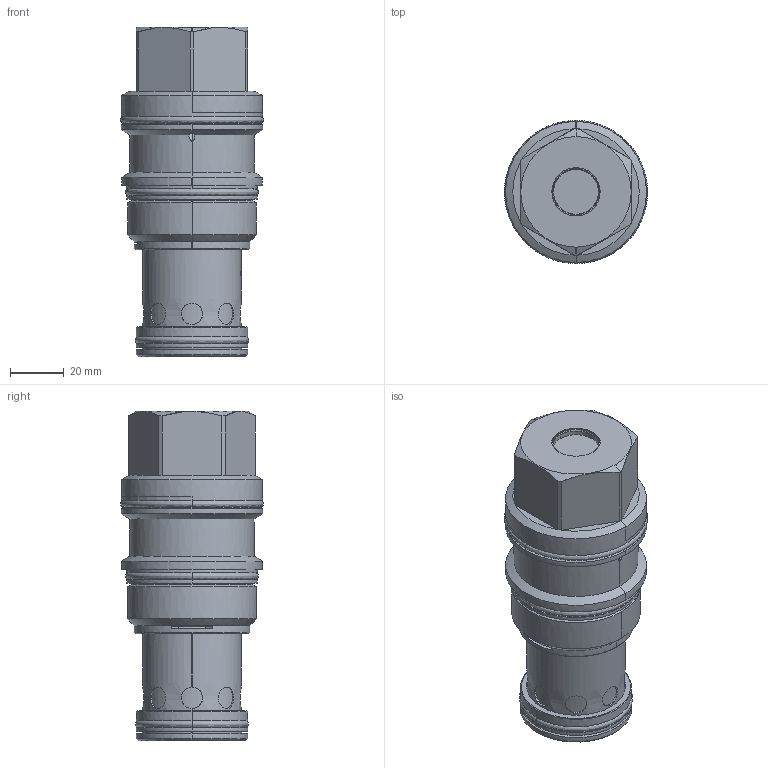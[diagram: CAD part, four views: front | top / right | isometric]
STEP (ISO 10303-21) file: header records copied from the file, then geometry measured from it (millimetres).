
FILE_DESCRIPTION((''),'2;1');
FILE_NAME('RSJC8WN_SW_PRT','2020-03-18T',('charlief'),(''),'PRO/ENGINEER BY PARAMETRIC TECHNOLOGY CORPORATION, 2016010','PRO/ENGINEER BY PARAMETRIC TECHNOLOGY CORPORATION, 2016010','');
FILE_SCHEMA(('CONFIG_CONTROL_DESIGN'));
Length unit declared in the file: inch
Products named in the file (1): RSJC8WN_SW_PRT
Bounding box: 53.06 x 53.06 x 122.2 mm (x, y, z)
Surface area: 36708.1 mm2 (no closed solid volume)
Topology: 0 solids, 0 shells, 185 faces, 848 edges, 836 vertices
Faces by surface type: bspline 166, torus 19
Entity records: 29846 total; most frequent: CARTESIAN_POINT 22488, DIRECTION 1159, TRIMMED_CURVE 923, DEFINITIONAL_REPRESENTATION 824, PCURVE 824, COMPOSITE_CURVE_SEGMENT 824, VECTOR 725, LINE 725
